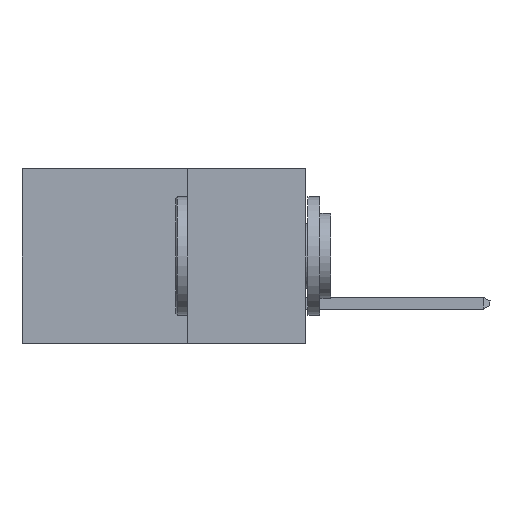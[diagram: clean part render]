
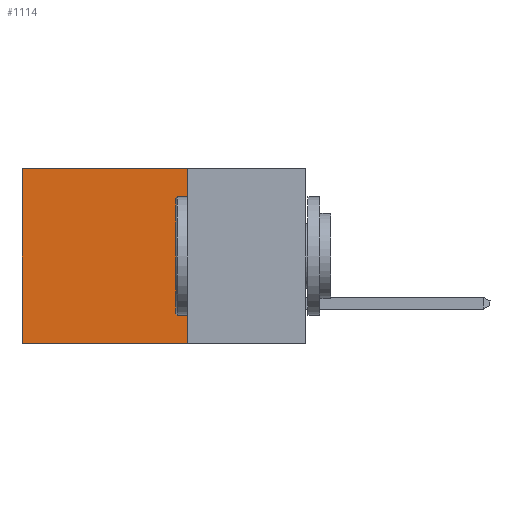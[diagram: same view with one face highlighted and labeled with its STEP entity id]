
A CAD part, left-side view. The second image highlights one B-rep face of the part: STEP entity #1114.
In plain terms, the highlighted planar face has unit normal (-1, 0, 0).
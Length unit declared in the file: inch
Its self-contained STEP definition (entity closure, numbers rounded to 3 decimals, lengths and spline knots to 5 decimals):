
#5 = VERTEX_POINT ( 'NONE', #10581 ) ;
#213 = VECTOR ( 'NONE', #11636, 39.37008 ) ;
#1114 = ADVANCED_FACE ( 'NONE', ( #16037 ), #1244, .F. ) ;
#1244 = PLANE ( 'NONE',  #15445 ) ;
#1473 = ORIENTED_EDGE ( 'NONE', *, *, #11913, .T. ) ;
#1759 = CARTESIAN_POINT ( 'NONE',  ( 0.2615, 0.25, -0.37 ) ) ;
#3547 = VECTOR ( 'NONE', #9883, 39.37008 ) ;
#4944 = DIRECTION ( 'NONE',  ( 0., 1., 0. ) ) ;
#5593 = CARTESIAN_POINT ( 'NONE',  ( 0.2615, 0.25, -0.37 ) ) ;
#5815 = LINE ( 'NONE', #13075, #3547 ) ;
#6147 = DIRECTION ( 'NONE',  ( 0., 1., 0. ) ) ;
#6871 = CARTESIAN_POINT ( 'NONE',  ( 0.2615, 0.6, -0.37 ) ) ;
#6964 = CARTESIAN_POINT ( 'NONE',  ( 0.2615, 0.25, -0.37 ) ) ;
#7760 = EDGE_CURVE ( 'NONE', #9739, #9197, #16358, .T. ) ;
#8009 = EDGE_CURVE ( 'NONE', #13321, #9739, #14611, .T. ) ;
#8385 = DIRECTION ( 'NONE',  ( 0., 0., -1. ) ) ;
#9197 = VERTEX_POINT ( 'NONE', #6871 ) ;
#9739 = VERTEX_POINT ( 'NONE', #1759 ) ;
#9883 = DIRECTION ( 'NONE',  ( 0., 0., -1. ) ) ;
#10324 = LINE ( 'NONE', #16109, #12837 ) ;
#10581 = CARTESIAN_POINT ( 'NONE',  ( 0.2615, 0.6, 0. ) ) ;
#11132 = EDGE_CURVE ( 'NONE', #5, #9197, #5815, .T. ) ;
#11320 = DIRECTION ( 'NONE',  ( 1., 0., 0. ) ) ;
#11339 = ORIENTED_EDGE ( 'NONE', *, *, #8009, .F. ) ;
#11618 = EDGE_LOOP ( 'NONE', ( #17382, #11646, #11339, #1473 ) ) ;
#11636 = DIRECTION ( 'NONE',  ( 0., 0., -1. ) ) ;
#11646 = ORIENTED_EDGE ( 'NONE', *, *, #7760, .F. ) ;
#11680 = VECTOR ( 'NONE', #4944, 39.37008 ) ;
#11913 = EDGE_CURVE ( 'NONE', #13321, #5, #10324, .T. ) ;
#11930 = CARTESIAN_POINT ( 'NONE',  ( 0.2615, 0.25, -0.37 ) ) ;
#12837 = VECTOR ( 'NONE', #6147, 39.37008 ) ;
#13075 = CARTESIAN_POINT ( 'NONE',  ( 0.2615, 0.6, -0.37 ) ) ;
#13321 = VERTEX_POINT ( 'NONE', #18566 ) ;
#14611 = LINE ( 'NONE', #6964, #213 ) ;
#15445 = AXIS2_PLACEMENT_3D ( 'NONE', #5593, #11320, #8385 ) ;
#16037 = FACE_OUTER_BOUND ( 'NONE', #11618, .T. ) ;
#16109 = CARTESIAN_POINT ( 'NONE',  ( 0.2615, 0.25, 0. ) ) ;
#16358 = LINE ( 'NONE', #11930, #11680 ) ;
#17382 = ORIENTED_EDGE ( 'NONE', *, *, #11132, .T. ) ;
#18566 = CARTESIAN_POINT ( 'NONE',  ( 0.2615, 0.25, 0. ) ) ;
